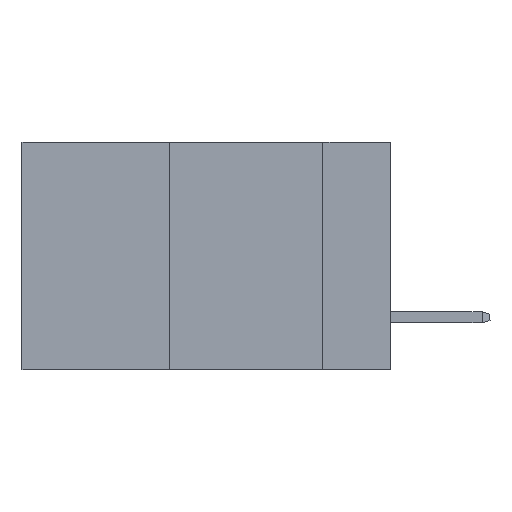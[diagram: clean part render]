
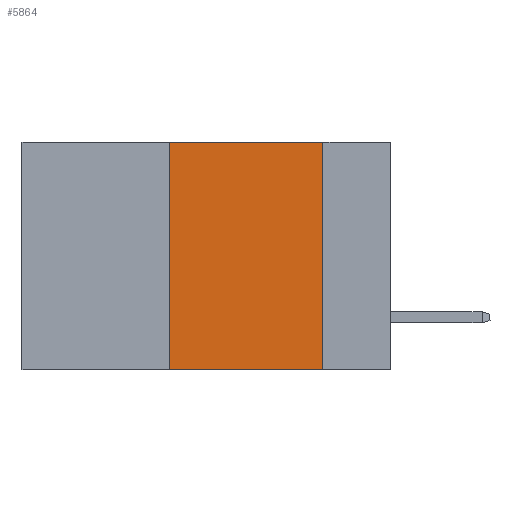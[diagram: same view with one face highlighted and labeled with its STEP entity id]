
A CAD part, left-side view. The second image highlights one B-rep face of the part: STEP entity #5864.
In plain terms, the highlighted planar face has unit normal (-1, 0, 0).
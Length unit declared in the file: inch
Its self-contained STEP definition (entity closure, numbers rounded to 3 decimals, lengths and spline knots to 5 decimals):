
#9 = VECTOR ( 'NONE', #5927, 39.37008 ) ;
#472 = CARTESIAN_POINT ( 'NONE',  ( 0., 0.6, 0. ) ) ;
#614 = ORIENTED_EDGE ( 'NONE', *, *, #5665, .T. ) ;
#744 = VERTEX_POINT ( 'NONE', #9144 ) ;
#872 = EDGE_CURVE ( 'NONE', #4591, #11139, #7907, .T. ) ;
#1882 = DIRECTION ( 'NONE',  ( 0., -1., 0. ) ) ;
#2179 = DIRECTION ( 'NONE',  ( 0., 0., -1. ) ) ;
#2801 = EDGE_CURVE ( 'NONE', #744, #8566, #7441, .T. ) ;
#3559 = AXIS2_PLACEMENT_3D ( 'NONE', #5388, #14439, #6774 ) ;
#4165 = LINE ( 'NONE', #6464, #9 ) ;
#4591 = VERTEX_POINT ( 'NONE', #6097 ) ;
#4592 = ORIENTED_EDGE ( 'NONE', *, *, #2801, .F. ) ;
#5388 = CARTESIAN_POINT ( 'NONE',  ( 0., 0.6, 0. ) ) ;
#5665 = EDGE_CURVE ( 'NONE', #744, #11139, #4165, .T. ) ;
#5864 = ADVANCED_FACE ( 'NONE', ( #14707 ), #11881, .F. ) ;
#5927 = DIRECTION ( 'NONE',  ( 0., -1., 0. ) ) ;
#6097 = CARTESIAN_POINT ( 'NONE',  ( 0., 0.11, 0. ) ) ;
#6464 = CARTESIAN_POINT ( 'NONE',  ( 0., 0.6, -0.37 ) ) ;
#6774 = DIRECTION ( 'NONE',  ( 0., 0., -1. ) ) ;
#6996 = CARTESIAN_POINT ( 'NONE',  ( 0., 0.36, 0. ) ) ;
#7441 = LINE ( 'NONE', #16894, #13803 ) ;
#7907 = LINE ( 'NONE', #9366, #10517 ) ;
#8566 = VERTEX_POINT ( 'NONE', #6996 ) ;
#9020 = ORIENTED_EDGE ( 'NONE', *, *, #872, .F. ) ;
#9144 = CARTESIAN_POINT ( 'NONE',  ( 0., 0.36, -0.37 ) ) ;
#9366 = CARTESIAN_POINT ( 'NONE',  ( 0., 0.11, 0. ) ) ;
#10517 = VECTOR ( 'NONE', #2179, 39.37008 ) ;
#11139 = VERTEX_POINT ( 'NONE', #15812 ) ;
#11881 = PLANE ( 'NONE',  #3559 ) ;
#11915 = LINE ( 'NONE', #472, #15285 ) ;
#12931 = ORIENTED_EDGE ( 'NONE', *, *, #14102, .F. ) ;
#13803 = VECTOR ( 'NONE', #16807, 39.37008 ) ;
#14102 = EDGE_CURVE ( 'NONE', #8566, #4591, #11915, .T. ) ;
#14439 = DIRECTION ( 'NONE',  ( 1., 0., 0. ) ) ;
#14707 = FACE_OUTER_BOUND ( 'NONE', #16815, .T. ) ;
#15285 = VECTOR ( 'NONE', #1882, 39.37008 ) ;
#15812 = CARTESIAN_POINT ( 'NONE',  ( 0., 0.11, -0.37 ) ) ;
#16807 = DIRECTION ( 'NONE',  ( 0., 0., 1. ) ) ;
#16815 = EDGE_LOOP ( 'NONE', ( #9020, #12931, #4592, #614 ) ) ;
#16894 = CARTESIAN_POINT ( 'NONE',  ( 0., 0.36, 0. ) ) ;
